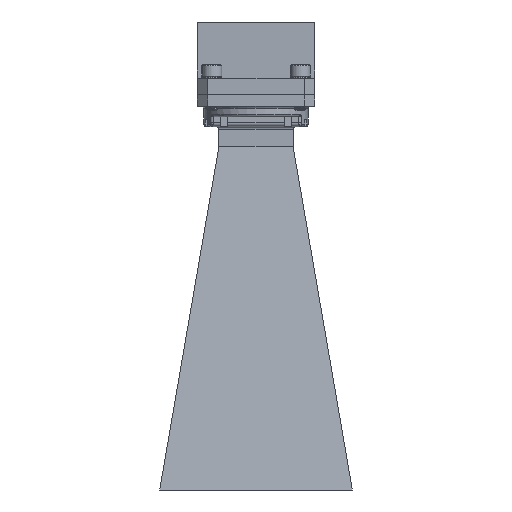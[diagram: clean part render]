
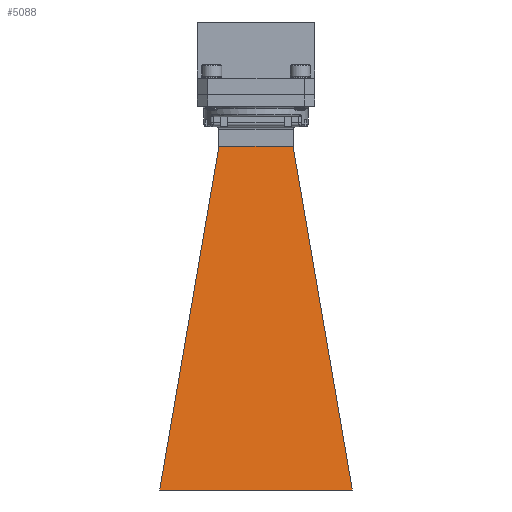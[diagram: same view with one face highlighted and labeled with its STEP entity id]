
A CAD part, front view. The second image highlights one B-rep face of the part: STEP entity #5088.
In plain terms, the highlighted planar face has unit normal (0, -0.989, 0.148).
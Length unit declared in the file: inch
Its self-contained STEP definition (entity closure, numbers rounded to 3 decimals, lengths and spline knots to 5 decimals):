
#863 = CARTESIAN_POINT ( 'NONE',  ( 0.17067, -0.262, -0.71 ) ) ;
#1290 = LINE ( 'NONE', #19227, #23733 ) ;
#1636 = VECTOR ( 'NONE', #36960, 39.37008 ) ;
#1998 = EDGE_CURVE ( 'NONE', #33575, #32824, #14973, .T. ) ;
#2157 = FACE_OUTER_BOUND ( 'NONE', #6822, .T. ) ;
#3800 = CARTESIAN_POINT ( 'NONE',  ( -0.512, -0.262, -0.71 ) ) ;
#5088 = ADVANCED_FACE ( 'NONE', ( #2157 ), #10438, .T. ) ;
#6822 = EDGE_LOOP ( 'NONE', ( #34173, #15776, #10207, #15087 ) ) ;
#6951 = AXIS2_PLACEMENT_3D ( 'NONE', #25064, #34432, #33926 ) ;
#9590 = CARTESIAN_POINT ( 'NONE',  ( 1.33, -0.975, -5.46 ) ) ;
#10207 = ORIENTED_EDGE ( 'NONE', *, *, #19200, .F. ) ;
#10438 = PLANE ( 'NONE',  #6951 ) ;
#13451 = CARTESIAN_POINT ( 'NONE',  ( 1.33, -0.975, -5.46 ) ) ;
#14973 = LINE ( 'NONE', #36628, #20088 ) ;
#15087 = ORIENTED_EDGE ( 'NONE', *, *, #1998, .T. ) ;
#15776 = ORIENTED_EDGE ( 'NONE', *, *, #15821, .T. ) ;
#15821 = EDGE_CURVE ( 'NONE', #17409, #35018, #21868, .T. ) ;
#17008 = CARTESIAN_POINT ( 'NONE',  ( 0.512, -0.262, -0.71 ) ) ;
#17409 = VERTEX_POINT ( 'NONE', #17008 ) ;
#19200 = EDGE_CURVE ( 'NONE', #33575, #35018, #1290, .T. ) ;
#19227 = CARTESIAN_POINT ( 'NONE',  ( -1.33, -0.975, -5.46 ) ) ;
#20088 = VECTOR ( 'NONE', #25299, 39.37008 ) ;
#20435 = LINE ( 'NONE', #13451, #1636 ) ;
#21315 = EDGE_CURVE ( 'NONE', #32824, #17409, #20435, .T. ) ;
#21868 = B_SPLINE_CURVE_WITH_KNOTS ( 'NONE', 3,
 ( #33059, #863, #27290, #3800 ),
 .UNSPECIFIED., .F., .F.,
 ( 4, 4 ),
 ( 0., 1. ),
 .UNSPECIFIED. ) ;
#23733 = VECTOR ( 'NONE', #30663, 39.37008 ) ;
#25064 = CARTESIAN_POINT ( 'NONE',  ( 0., -0.152, 0.02282 ) ) ;
#25299 = DIRECTION ( 'NONE',  ( 1., 0., 0. ) ) ;
#27290 = CARTESIAN_POINT ( 'NONE',  ( -0.17067, -0.262, -0.71 ) ) ;
#27708 = CARTESIAN_POINT ( 'NONE',  ( -1.33, -0.975, -5.46 ) ) ;
#30663 = DIRECTION ( 'NONE',  ( 0.168, 0.146, 0.975 ) ) ;
#32824 = VERTEX_POINT ( 'NONE', #9590 ) ;
#33059 = CARTESIAN_POINT ( 'NONE',  ( 0.512, -0.262, -0.71 ) ) ;
#33575 = VERTEX_POINT ( 'NONE', #27708 ) ;
#33926 = DIRECTION ( 'NONE',  ( 0., -0.148, -0.989 ) ) ;
#34173 = ORIENTED_EDGE ( 'NONE', *, *, #21315, .T. ) ;
#34432 = DIRECTION ( 'NONE',  ( 0., -0.989, 0.148 ) ) ;
#35018 = VERTEX_POINT ( 'NONE', #36612 ) ;
#36612 = CARTESIAN_POINT ( 'NONE',  ( -0.512, -0.262, -0.71 ) ) ;
#36628 = CARTESIAN_POINT ( 'NONE',  ( -1.33, -0.975, -5.46 ) ) ;
#36960 = DIRECTION ( 'NONE',  ( -0.168, 0.146, 0.975 ) ) ;
